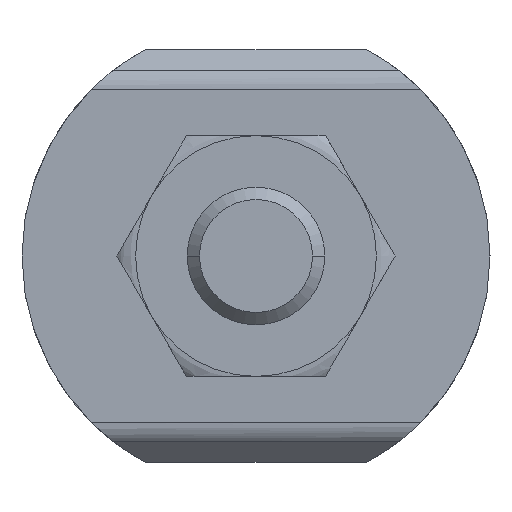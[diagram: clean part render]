
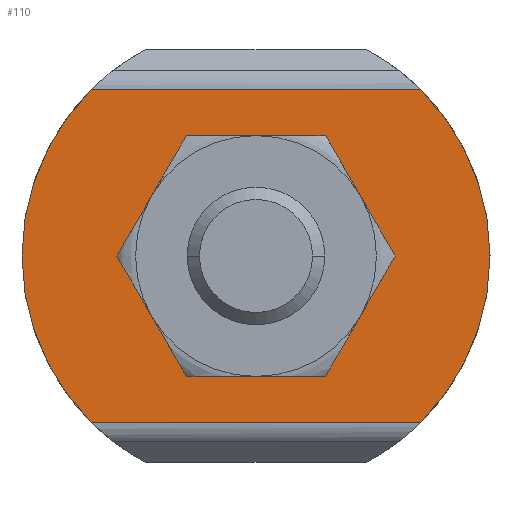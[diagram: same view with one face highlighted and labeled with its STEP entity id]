
A CAD part, left-side view. The second image highlights one B-rep face of the part: STEP entity #110.
In plain terms, the highlighted planar face has unit normal (-1, 0, 0).
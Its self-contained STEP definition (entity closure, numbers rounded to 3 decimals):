
#110 = ADVANCED_FACE( '', ( #243, #244 ), #245, .T. );
#243 = FACE_OUTER_BOUND( '', #441, .T. );
#244 = FACE_BOUND( '', #442, .T. );
#245 = PLANE( '', #443 );
#441 = EDGE_LOOP( '', ( #850, #851, #852, #853, #854, #855 ) );
#442 = EDGE_LOOP( '', ( #856, #857, #858, #859, #860, #861, #862, #863, #864, #865, #866, #867 ) );
#443 = AXIS2_PLACEMENT_3D( '', #868, #869, #870 );
#850 = ORIENTED_EDGE( '', *, *, #1371, .T. );
#851 = ORIENTED_EDGE( '', *, *, #1357, .T. );
#852 = ORIENTED_EDGE( '', *, *, #1408, .T. );
#853 = ORIENTED_EDGE( '', *, *, #1359, .T. );
#854 = ORIENTED_EDGE( '', *, *, #1370, .T. );
#855 = ORIENTED_EDGE( '', *, *, #1402, .F. );
#856 = ORIENTED_EDGE( '', *, *, #1409, .F. );
#857 = ORIENTED_EDGE( '', *, *, #1410, .F. );
#858 = ORIENTED_EDGE( '', *, *, #1411, .F. );
#859 = ORIENTED_EDGE( '', *, *, #1412, .F. );
#860 = ORIENTED_EDGE( '', *, *, #1413, .F. );
#861 = ORIENTED_EDGE( '', *, *, #1414, .F. );
#862 = ORIENTED_EDGE( '', *, *, #1415, .F. );
#863 = ORIENTED_EDGE( '', *, *, #1416, .F. );
#864 = ORIENTED_EDGE( '', *, *, #1417, .F. );
#865 = ORIENTED_EDGE( '', *, *, #1418, .F. );
#866 = ORIENTED_EDGE( '', *, *, #1419, .F. );
#867 = ORIENTED_EDGE( '', *, *, #1420, .F. );
#868 = CARTESIAN_POINT( '', ( 19.99, 24., -14.506 ) );
#869 = DIRECTION( '', ( -1., 0., 0. ) );
#870 = DIRECTION( '', ( 0., 0., -1. ) );
#1357 = EDGE_CURVE( '', #1628, #1638, #1640, .T. );
#1359 = EDGE_CURVE( '', #1644, #1641, #1645, .T. );
#1370 = EDGE_CURVE( '', #1641, #1663, #1665, .T. );
#1371 = EDGE_CURVE( '', #1666, #1628, #1667, .T. );
#1402 = EDGE_CURVE( '', #1666, #1663, #1712, .T. );
#1408 = EDGE_CURVE( '', #1638, #1644, #1718, .T. );
#1409 = EDGE_CURVE( '', #1719, #1720, #1721, .T. );
#1410 = EDGE_CURVE( '', #1722, #1719, #1723, .T. );
#1411 = EDGE_CURVE( '', #1724, #1722, #1725, .T. );
#1412 = EDGE_CURVE( '', #1726, #1724, #1727, .T. );
#1413 = EDGE_CURVE( '', #1728, #1726, #1729, .T. );
#1414 = EDGE_CURVE( '', #1730, #1728, #1731, .T. );
#1415 = EDGE_CURVE( '', #1732, #1730, #1733, .T. );
#1416 = EDGE_CURVE( '', #1734, #1732, #1735, .T. );
#1417 = EDGE_CURVE( '', #1736, #1734, #1737, .T. );
#1418 = EDGE_CURVE( '', #1738, #1736, #1739, .T. );
#1419 = EDGE_CURVE( '', #1740, #1738, #1741, .T. );
#1420 = EDGE_CURVE( '', #1720, #1740, #1742, .T. );
#1628 = VERTEX_POINT( '', #2030 );
#1638 = VERTEX_POINT( '', #2042 );
#1640 = CIRCLE( '', #2051, 20.4 );
#1641 = VERTEX_POINT( '', #2052 );
#1644 = VERTEX_POINT( '', #2056 );
#1645 = CIRCLE( '', #2057, 20.4 );
#1663 = VERTEX_POINT( '', #2084 );
#1665 = CIRCLE( '', #2093, 20.4 );
#1666 = VERTEX_POINT( '', #2094 );
#1667 = CIRCLE( '', #2095, 20.4 );
#1712 = LINE( '', #2175, #2176 );
#1718 = LINE( '', #2186, #2187 );
#1719 = VERTEX_POINT( '', #2188 );
#1720 = VERTEX_POINT( '', #2189 );
#1721 = LINE( '', #2190, #2191 );
#1722 = VERTEX_POINT( '', #2192 );
#1723 = CIRCLE( '', #2193, 10.719 );
#1724 = VERTEX_POINT( '', #2194 );
#1725 = LINE( '', #2195, #2196 );
#1726 = VERTEX_POINT( '', #2197 );
#1727 = CIRCLE( '', #2198, 10.719 );
#1728 = VERTEX_POINT( '', #2199 );
#1729 = LINE( '', #2200, #2201 );
#1730 = VERTEX_POINT( '', #2202 );
#1731 = CIRCLE( '', #2203, 10.719 );
#1732 = VERTEX_POINT( '', #2204 );
#1733 = LINE( '', #2205, #2206 );
#1734 = VERTEX_POINT( '', #2207 );
#1735 = CIRCLE( '', #2208, 10.719 );
#1736 = VERTEX_POINT( '', #2209 );
#1737 = LINE( '', #2210, #2211 );
#1738 = VERTEX_POINT( '', #2212 );
#1739 = CIRCLE( '', #2213, 10.719 );
#1740 = VERTEX_POINT( '', #2214 );
#1741 = LINE( '', #2215, #2216 );
#1742 = CIRCLE( '', #2217, 10.719 );
#2030 = CARTESIAN_POINT( '', ( 19.99, 20.4, 0. ) );
#2042 = CARTESIAN_POINT( '', ( 19.99, 14.344, -14.506 ) );
#2051 = AXIS2_PLACEMENT_3D( '', #3027, #3028, #3029 );
#2052 = CARTESIAN_POINT( '', ( 19.99, -20.4, 0. ) );
#2056 = CARTESIAN_POINT( '', ( 19.99, -14.344, -14.506 ) );
#2057 = AXIS2_PLACEMENT_3D( '', #3031, #3032, #3033 );
#2084 = CARTESIAN_POINT( '', ( 19.99, -14.344, 14.506 ) );
#2093 = AXIS2_PLACEMENT_3D( '', #3054, #3055, #3056 );
#2094 = CARTESIAN_POINT( '', ( 19.99, 14.344, 14.506 ) );
#2095 = AXIS2_PLACEMENT_3D( '', #3057, #3058, #3059 );
#2175 = CARTESIAN_POINT( '', ( 19.99, 24., 14.506 ) );
#2176 = VECTOR( '', #3113, 1. );
#2186 = CARTESIAN_POINT( '', ( 19.99, 24., -14.506 ) );
#2187 = VECTOR( '', #3121, 1. );
#2188 = CARTESIAN_POINT( '', ( 19.99, -10.171, 3.384 ) );
#2189 = CARTESIAN_POINT( '', ( 19.99, -8.016, 7.116 ) );
#2190 = CARTESIAN_POINT( '', ( 19.99, -7.718, 7.631 ) );
#2191 = VECTOR( '', #3122, 1. );
#2192 = CARTESIAN_POINT( '', ( 19.99, -10.171, -3.384 ) );
#2193 = AXIS2_PLACEMENT_3D( '', #3123, #3124, #3125 );
#2194 = CARTESIAN_POINT( '', ( 19.99, -8.016, -7.116 ) );
#2195 = CARTESIAN_POINT( '', ( 19.99, -4.468, -13.261 ) );
#2196 = VECTOR( '', #3126, 1. );
#2197 = CARTESIAN_POINT( '', ( 19.99, -2.155, -10.5 ) );
#2198 = AXIS2_PLACEMENT_3D( '', #3127, #3128, #3129 );
#2199 = CARTESIAN_POINT( '', ( 19.99, 2.155, -10.5 ) );
#2200 = CARTESIAN_POINT( '', ( 19.99, 8.969, -10.5 ) );
#2201 = VECTOR( '', #3130, 1. );
#2202 = CARTESIAN_POINT( '', ( 19.99, 8.016, -7.116 ) );
#2203 = AXIS2_PLACEMENT_3D( '', #3131, #3132, #3133 );
#2204 = CARTESIAN_POINT( '', ( 19.99, 10.171, -3.384 ) );
#2205 = CARTESIAN_POINT( '', ( 19.99, 7.437, -8.119 ) );
#2206 = VECTOR( '', #3134, 1. );
#2207 = CARTESIAN_POINT( '', ( 19.99, 10.171, 3.384 ) );
#2208 = AXIS2_PLACEMENT_3D( '', #3135, #3136, #3137 );
#2209 = CARTESIAN_POINT( '', ( 19.99, 8.016, 7.116 ) );
#2210 = CARTESIAN_POINT( '', ( 19.99, 16.749, -8.011 ) );
#2211 = VECTOR( '', #3138, 1. );
#2212 = CARTESIAN_POINT( '', ( 19.99, 2.155, 10.5 ) );
#2213 = AXIS2_PLACEMENT_3D( '', #3139, #3140, #3141 );
#2214 = CARTESIAN_POINT( '', ( 19.99, -2.155, 10.5 ) );
#2215 = CARTESIAN_POINT( '', ( 19.99, 15.031, 10.5 ) );
#2216 = VECTOR( '', #3142, 1. );
#2217 = AXIS2_PLACEMENT_3D( '', #3143, #3144, #3145 );
#3027 = CARTESIAN_POINT( '', ( 19.99, 0., 0. ) );
#3028 = DIRECTION( '', ( -1., 0., 0. ) );
#3029 = DIRECTION( '', ( 0., 1., 0. ) );
#3031 = CARTESIAN_POINT( '', ( 19.99, 0., 0. ) );
#3032 = DIRECTION( '', ( -1., 0., 0. ) );
#3033 = DIRECTION( '', ( 0., 1., 0. ) );
#3054 = CARTESIAN_POINT( '', ( 19.99, 0., 0. ) );
#3055 = DIRECTION( '', ( -1., 0., 0. ) );
#3056 = DIRECTION( '', ( 0., 1., 0. ) );
#3057 = CARTESIAN_POINT( '', ( 19.99, 0., 0. ) );
#3058 = DIRECTION( '', ( -1., 0., 0. ) );
#3059 = DIRECTION( '', ( 0., 1., 0. ) );
#3113 = DIRECTION( '', ( 0., -1., 0. ) );
#3121 = DIRECTION( '', ( 0., -1., 0. ) );
#3122 = DIRECTION( '', ( 0., 0.5, 0.866 ) );
#3123 = CARTESIAN_POINT( '', ( 19.99, 0., 0. ) );
#3124 = DIRECTION( '', ( -1., 0., 0. ) );
#3125 = DIRECTION( '', ( 0., 0., 1. ) );
#3126 = DIRECTION( '', ( 0., -0.5, 0.866 ) );
#3127 = CARTESIAN_POINT( '', ( 19.99, 0., 0. ) );
#3128 = DIRECTION( '', ( -1., 0., 0. ) );
#3129 = DIRECTION( '', ( 0., 0., 1. ) );
#3130 = DIRECTION( '', ( 0., -1., 0. ) );
#3131 = CARTESIAN_POINT( '', ( 19.99, 0., 0. ) );
#3132 = DIRECTION( '', ( -1., 0., 0. ) );
#3133 = DIRECTION( '', ( 0., 0., 1. ) );
#3134 = DIRECTION( '', ( 0., -0.5, -0.866 ) );
#3135 = CARTESIAN_POINT( '', ( 19.99, 0., 0. ) );
#3136 = DIRECTION( '', ( -1., 0., 0. ) );
#3137 = DIRECTION( '', ( 0., 0., 1. ) );
#3138 = DIRECTION( '', ( 0., 0.5, -0.866 ) );
#3139 = CARTESIAN_POINT( '', ( 19.99, 0., 0. ) );
#3140 = DIRECTION( '', ( -1., 0., 0. ) );
#3141 = DIRECTION( '', ( 0., 0., 1. ) );
#3142 = DIRECTION( '', ( 0., 1., 0. ) );
#3143 = CARTESIAN_POINT( '', ( 19.99, 0., 0. ) );
#3144 = DIRECTION( '', ( -1., 0., 0. ) );
#3145 = DIRECTION( '', ( 0., 0., 1. ) );
